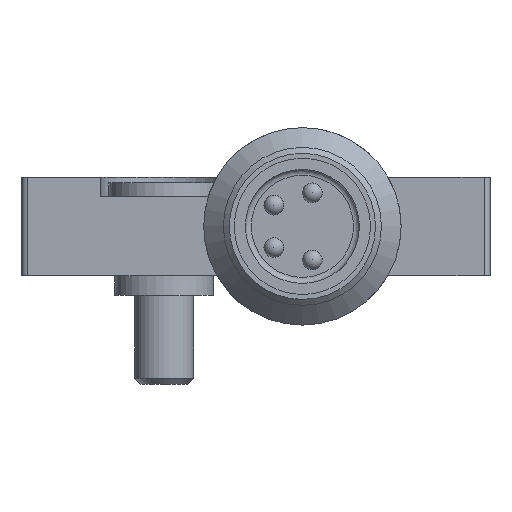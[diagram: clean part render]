
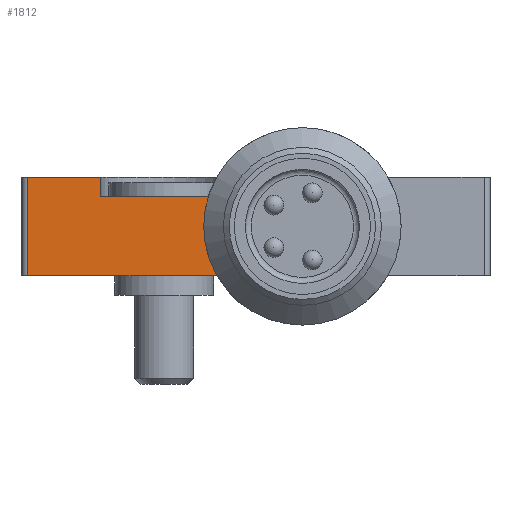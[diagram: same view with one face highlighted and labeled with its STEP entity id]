
A CAD part, left-side view. The second image highlights one B-rep face of the part: STEP entity #1812.
In plain terms, the highlighted planar face has unit normal (-1, 0, 0).
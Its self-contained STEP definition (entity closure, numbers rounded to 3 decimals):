
#84=LINE('',#3287,#230);
#87=LINE('',#3295,#233);
#100=LINE('',#3323,#246);
#101=LINE('',#3327,#247);
#102=LINE('',#3329,#248);
#103=LINE('',#3331,#249);
#104=LINE('',#3332,#250);
#105=LINE('',#3334,#251);
#230=VECTOR('',#2669,1000.);
#233=VECTOR('',#2674,1000.);
#246=VECTOR('',#2695,1000.);
#247=VECTOR('',#2698,1000.);
#248=VECTOR('',#2699,1000.);
#249=VECTOR('',#2700,1000.);
#250=VECTOR('',#2701,1000.);
#251=VECTOR('',#2702,1000.);
#350=PLANE('',#2405);
#476=ORIENTED_EDGE('',*,*,#949,.T.);
#477=ORIENTED_EDGE('',*,*,#950,.T.);
#478=ORIENTED_EDGE('',*,*,#934,.F.);
#479=ORIENTED_EDGE('',*,*,#951,.F.);
#480=ORIENTED_EDGE('',*,*,#952,.F.);
#481=ORIENTED_EDGE('',*,*,#953,.F.);
#482=ORIENTED_EDGE('',*,*,#930,.F.);
#483=ORIENTED_EDGE('',*,*,#954,.T.);
#484=ORIENTED_EDGE('',*,*,#955,.T.);
#930=EDGE_CURVE('',#1168,#1169,#84,.T.);
#934=EDGE_CURVE('',#1172,#1173,#87,.T.);
#949=EDGE_CURVE('',#1184,#1185,#100,.T.);
#950=EDGE_CURVE('',#1185,#1173,#1313,.T.);
#951=EDGE_CURVE('',#1186,#1172,#101,.T.);
#952=EDGE_CURVE('',#1187,#1186,#102,.T.);
#953=EDGE_CURVE('',#1169,#1187,#103,.T.);
#954=EDGE_CURVE('',#1168,#1188,#104,.T.);
#955=EDGE_CURVE('',#1188,#1184,#105,.T.);
#1168=VERTEX_POINT('',#3286);
#1169=VERTEX_POINT('',#3288);
#1172=VERTEX_POINT('',#3294);
#1173=VERTEX_POINT('',#3296);
#1184=VERTEX_POINT('',#3324);
#1185=VERTEX_POINT('',#3325);
#1186=VERTEX_POINT('',#3328);
#1187=VERTEX_POINT('',#3330);
#1188=VERTEX_POINT('',#3333);
#1313=CIRCLE('',#2406,2.7);
#1402=EDGE_LOOP('',(#476,#477,#478,#479,#480,#481,#482,#483,#484));
#1590=FACE_BOUND('',#1402,.T.);
#1812=ADVANCED_FACE('',(#1590),#350,.F.);
#2405=AXIS2_PLACEMENT_3D('',#3322,#2693,#2694);
#2406=AXIS2_PLACEMENT_3D('',#3326,#2696,#2697);
#2669=DIRECTION('',(0.,-1.,0.));
#2674=DIRECTION('',(0.,-1.,0.));
#2693=DIRECTION('',(1.,0.,0.));
#2694=DIRECTION('',(0.,0.,-1.));
#2695=DIRECTION('',(0.,0.,1.));
#2696=DIRECTION('',(1.,0.,0.));
#2697=DIRECTION('',(0.,0.,-1.));
#2698=DIRECTION('',(0.,0.,1.));
#2699=DIRECTION('',(0.,-1.,0.));
#2700=DIRECTION('',(0.,0.,-1.));
#2701=DIRECTION('',(0.,0.,-1.));
#2702=DIRECTION('',(0.,-1.,0.));
#3286=CARTESIAN_POINT('',(0.,23.4,2.5));
#3287=CARTESIAN_POINT('',(0.,23.4,2.5));
#3288=CARTESIAN_POINT('',(0.,19.7,2.5));
#3294=CARTESIAN_POINT('',(0.,13.3,2.5));
#3295=CARTESIAN_POINT('',(0.,23.4,2.5));
#3296=CARTESIAN_POINT('',(0.,10.52,2.5));
#3322=CARTESIAN_POINT('',(0.,23.4,2.5));
#3323=CARTESIAN_POINT('',(0.,12.2,-2.5));
#3324=CARTESIAN_POINT('',(0.,12.2,-2.5));
#3325=CARTESIAN_POINT('',(0.,12.2,0.));
#3326=CARTESIAN_POINT('',(0.,9.5,0.));
#3327=CARTESIAN_POINT('',(0.,13.3,2.5));
#3328=CARTESIAN_POINT('',(0.,13.3,1.5));
#3329=CARTESIAN_POINT('',(0.,23.4,1.5));
#3330=CARTESIAN_POINT('',(0.,19.7,1.5));
#3331=CARTESIAN_POINT('',(0.,19.7,2.5));
#3332=CARTESIAN_POINT('',(0.,23.4,2.5));
#3333=CARTESIAN_POINT('',(0.,23.4,-2.5));
#3334=CARTESIAN_POINT('',(0.,23.4,-2.5));
